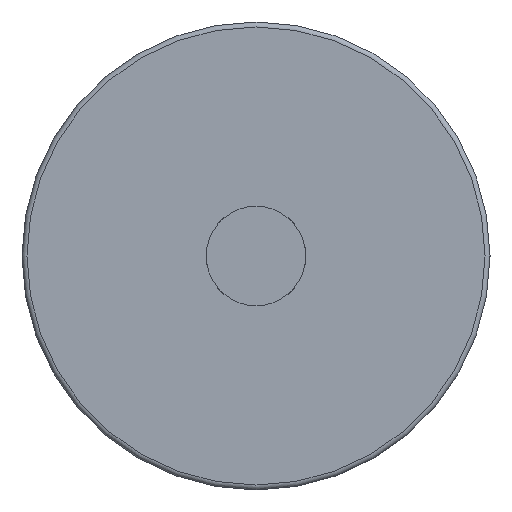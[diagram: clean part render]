
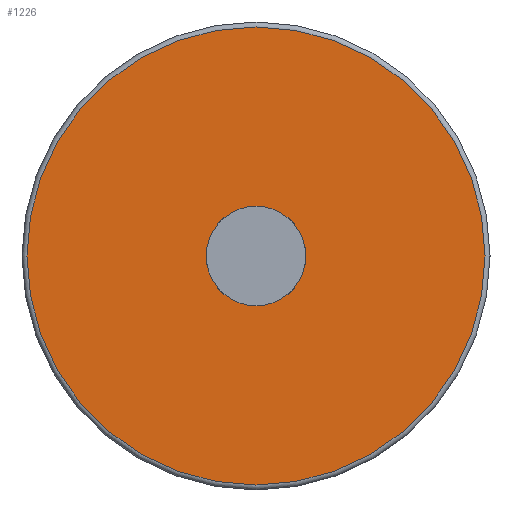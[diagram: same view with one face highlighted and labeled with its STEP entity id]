
A CAD part, left-side view. The second image highlights one B-rep face of the part: STEP entity #1226.
In plain terms, the highlighted planar face has unit normal (-1, 0, 0).
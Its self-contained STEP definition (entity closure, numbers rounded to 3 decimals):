
#50=FACE_BOUND('',#292,.T.);
#78=PLANE('',#1445);
#205=FACE_OUTER_BOUND('',#291,.T.);
#291=EDGE_LOOP('',(#1043,#1044));
#292=EDGE_LOOP('',(#1045,#1046));
#453=CIRCLE('',#1442,9.198);
#455=CIRCLE('',#1444,9.198);
#456=CIRCLE('',#1446,2.);
#457=CIRCLE('',#1447,2.);
#578=VERTEX_POINT('',#2229);
#579=VERTEX_POINT('',#2230);
#580=VERTEX_POINT('',#2235);
#581=VERTEX_POINT('',#2236);
#747=EDGE_CURVE('',#578,#579,#453,.T.);
#749=EDGE_CURVE('',#579,#578,#455,.T.);
#750=EDGE_CURVE('',#580,#581,#456,.T.);
#751=EDGE_CURVE('',#581,#580,#457,.T.);
#1043=ORIENTED_EDGE('',*,*,#747,.F.);
#1044=ORIENTED_EDGE('',*,*,#749,.F.);
#1045=ORIENTED_EDGE('',*,*,#750,.F.);
#1046=ORIENTED_EDGE('',*,*,#751,.F.);
#1226=ADVANCED_FACE('',(#205,#50),#78,.T.);
#1442=AXIS2_PLACEMENT_3D('',#2231,#1849,#1850);
#1444=AXIS2_PLACEMENT_3D('',#2233,#1853,#1854);
#1445=AXIS2_PLACEMENT_3D('',#2234,#1855,#1856);
#1446=AXIS2_PLACEMENT_3D('',#2237,#1857,#1858);
#1447=AXIS2_PLACEMENT_3D('',#2238,#1859,#1860);
#1849=DIRECTION('center_axis',(1.,0.,0.));
#1850=DIRECTION('ref_axis',(0.,0.,-1.));
#1853=DIRECTION('center_axis',(1.,0.,0.));
#1854=DIRECTION('ref_axis',(0.,0.,-1.));
#1855=DIRECTION('center_axis',(-1.,0.,0.));
#1856=DIRECTION('ref_axis',(0.,0.,1.));
#1857=DIRECTION('center_axis',(-1.,0.,0.));
#1858=DIRECTION('ref_axis',(0.,0.,1.));
#1859=DIRECTION('center_axis',(-1.,0.,0.));
#1860=DIRECTION('ref_axis',(0.,0.,1.));
#2229=CARTESIAN_POINT('',(0.,0.,9.198));
#2230=CARTESIAN_POINT('',(0.,0.,-9.198));
#2231=CARTESIAN_POINT('Origin',(0.,0.,0.));
#2233=CARTESIAN_POINT('Origin',(0.,0.,0.));
#2234=CARTESIAN_POINT('Origin',(0.,0.,2.));
#2235=CARTESIAN_POINT('',(0.,0.,2.));
#2236=CARTESIAN_POINT('',(0.,0.,-2.));
#2237=CARTESIAN_POINT('Origin',(0.,0.,0.));
#2238=CARTESIAN_POINT('Origin',(0.,0.,0.));
